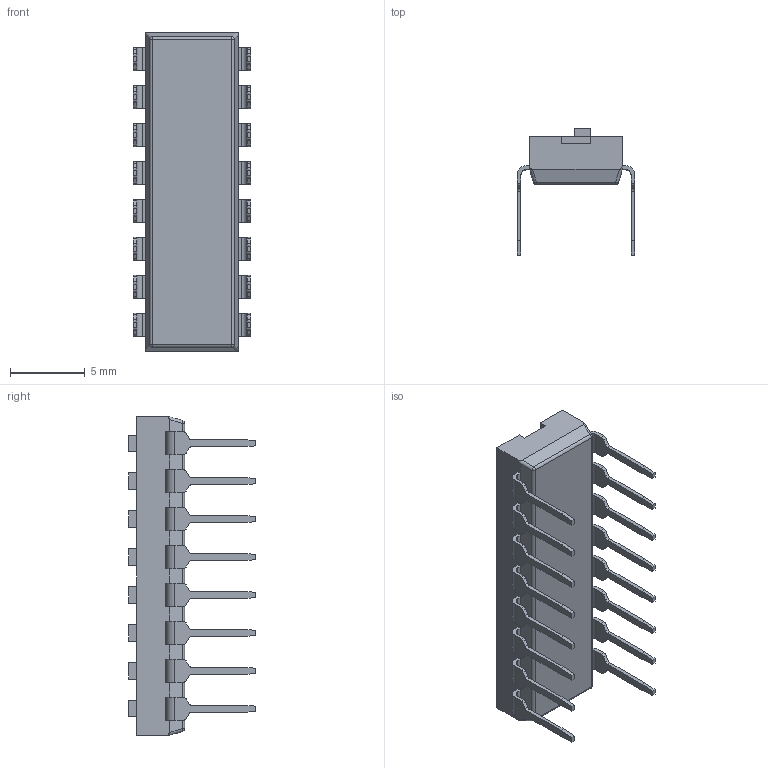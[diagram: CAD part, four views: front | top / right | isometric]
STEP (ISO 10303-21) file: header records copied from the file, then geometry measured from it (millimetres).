
FILE_DESCRIPTION (( 'STEP AP214' ), '1' );
FILE_NAME ('CUI_DEVICES_DS04-254-1L-08BK.step', '2020-10-23T14:23:46', ( '' ), ( '' ), 'SwSTEP 2.0', 'SolidWorks 2020', '' );
FILE_SCHEMA (( 'AUTOMOTIVE_DESIGN' ));
Length unit declared in the file: inch
Products named in the file (1): CUI_DEVICES_DS04-254-1L-08BK
Bounding box: 7.87 x 8.49 x 21.32 mm (x, y, z)
Volume: 425.4 mm3; surface area: 778.3 mm2
Topology: 25 solids, 25 shells, 738 faces, 2000 edges, 1316 vertices
Faces by surface type: plane 534, cylinder 200, sphere 4
Entity records: 28320 total; most frequent: CARTESIAN_POINT 4075, ORIENTED_EDGE 3992, DIRECTION 3862, EDGE_CURVE 1996, VECTOR 1592, LINE 1592, VERTEX_POINT 1316, AXIS2_PLACEMENT_3D 1135
